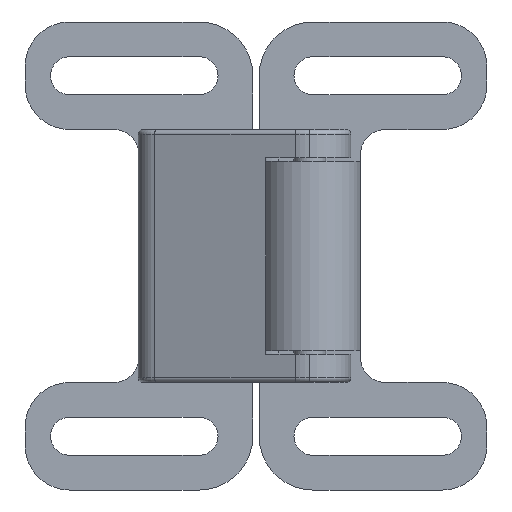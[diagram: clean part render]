
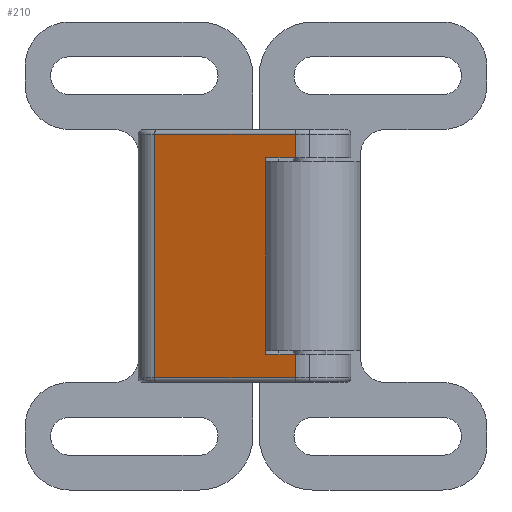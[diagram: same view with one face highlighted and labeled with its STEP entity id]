
A CAD part, front view. The second image highlights one B-rep face of the part: STEP entity #210.
In plain terms, the highlighted planar face has unit normal (-0.351, -0.936, 0).
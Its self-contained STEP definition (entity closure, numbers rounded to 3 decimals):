
#210=ADVANCED_FACE('',(#477),#478,.T.);
#477=FACE_OUTER_BOUND('',#796,.T.);
#478=PLANE('',#797);
#796=EDGE_LOOP('',(#1390,#1391,#1392,#1393,#1394,#1395,#1396,#1397));
#797=AXIS2_PLACEMENT_3D('',#1398,#1399,#1400);
#1390=ORIENTED_EDGE('',*,*,#2116,.F.);
#1391=ORIENTED_EDGE('',*,*,#2117,.F.);
#1392=ORIENTED_EDGE('',*,*,#1943,.T.);
#1393=ORIENTED_EDGE('',*,*,#2118,.F.);
#1394=ORIENTED_EDGE('',*,*,#2077,.T.);
#1395=ORIENTED_EDGE('',*,*,#2060,.F.);
#1396=ORIENTED_EDGE('',*,*,#1948,.T.);
#1397=ORIENTED_EDGE('',*,*,#2111,.F.);
#1398=CARTESIAN_POINT('',(-35.644,-11.328,-21.175));
#1399=DIRECTION('',(-0.351,-0.936,0.));
#1400=DIRECTION('',(0.,0.,1.0));
#1943=EDGE_CURVE('',#2340,#2338,#2341,.F.);
#1948=EDGE_CURVE('',#2349,#2347,#2350,.F.);
#2060=EDGE_CURVE('',#2349,#2537,#2538,.F.);
#2077=EDGE_CURVE('',#2557,#2537,#2558,.T.);
#2111=EDGE_CURVE('',#2603,#2347,#2607,.F.);
#2116=EDGE_CURVE('',#2612,#2603,#2613,.F.);
#2117=EDGE_CURVE('',#2340,#2612,#2614,.F.);
#2118=EDGE_CURVE('',#2557,#2338,#2615,.F.);
#2338=VERTEX_POINT('',#2896);
#2340=VERTEX_POINT('',#2898);
#2341=LINE('',#2899,#2900);
#2347=VERTEX_POINT('',#2907);
#2349=VERTEX_POINT('',#2909);
#2350=LINE('',#2910,#2911);
#2537=VERTEX_POINT('',#3146);
#2538=LINE('',#3147,#3148);
#2557=VERTEX_POINT('',#3172);
#2558=LINE('',#3173,#3174);
#2603=VERTEX_POINT('',#3250);
#2607=LINE('',#3254,#3255);
#2612=VERTEX_POINT('',#3260);
#2613=LINE('',#3261,#3262);
#2614=LINE('',#3263,#3264);
#2615=LINE('',#3265,#3266);
#2896=CARTESIAN_POINT('',(-12.282,-20.086,-15.5));
#2898=CARTESIAN_POINT('',(-12.282,-20.086,-19.25));
#2899=CARTESIAN_POINT('',(-12.282,-20.086,-20.0));
#2900=VECTOR('',#3622,1.0);
#2907=CARTESIAN_POINT('',(-12.282,-20.086,19.25));
#2909=CARTESIAN_POINT('',(-12.282,-20.086,15.5));
#2910=CARTESIAN_POINT('',(-12.282,-20.086,15.313));
#2911=VECTOR('',#3630,1.0);
#3146=CARTESIAN_POINT('',(-16.963,-18.332,15.5));
#3147=CARTESIAN_POINT('',(-19.617,-17.336,15.5));
#3148=VECTOR('',#3811,1.0);
#3172=CARTESIAN_POINT('',(-16.963,-18.332,-15.5));
#3173=CARTESIAN_POINT('',(-16.963,-18.332,-17.05));
#3174=VECTOR('',#3832,1.0);
#3250=CARTESIAN_POINT('',(-34.531,-11.745,19.25));
#3254=CARTESIAN_POINT('',(-34.693,-11.685,19.25));
#3255=VECTOR('',#3877,1.0);
#3260=CARTESIAN_POINT('',(-34.531,-11.745,-19.25));
#3261=CARTESIAN_POINT('',(-34.531,-11.745,-21.175));
#3262=VECTOR('',#3881,1.0);
#3263=CARTESIAN_POINT('',(-12.051,-20.173,-19.25));
#3264=VECTOR('',#3882,1.0);
#3265=CARTESIAN_POINT('',(-19.617,-17.336,-15.5));
#3266=VECTOR('',#3883,1.0);
#3622=DIRECTION('',(0.,0.,-1.0));
#3630=DIRECTION('',(0.,0.,-1.0));
#3811=DIRECTION('',(0.936,-0.351,0.));
#3832=DIRECTION('',(0.,0.,1.0));
#3877=DIRECTION('',(-0.936,0.351,0.));
#3881=DIRECTION('',(0.,0.,-1.0));
#3882=DIRECTION('',(0.936,-0.351,0.));
#3883=DIRECTION('',(-0.936,0.351,0.));
